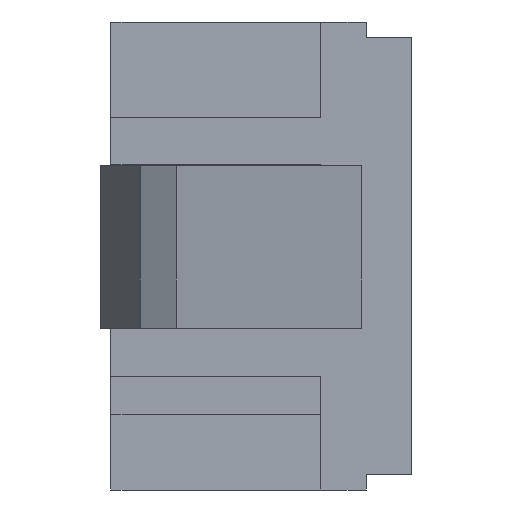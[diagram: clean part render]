
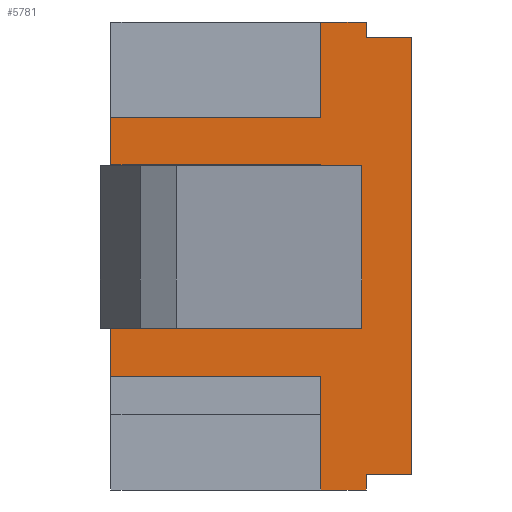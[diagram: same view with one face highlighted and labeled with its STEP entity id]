
A CAD part, left-side view. The second image highlights one B-rep face of the part: STEP entity #5781.
In plain terms, the highlighted free-form (B-spline) face has degree [1, 1] with [2, 2] control points.
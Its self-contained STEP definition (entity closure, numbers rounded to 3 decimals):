
#4261=CARTESIAN_POINT('V161',(-47.5,3.0,
   4.55));
#4262=VERTEX_POINT('V161',#4261);
#4263=CARTESIAN_POINT('V158',(-47.5,9.9,
   4.55));
#4264=VERTEX_POINT('V158',#4263);
#4265=CARTESIAN_POINT('E237',(-47.5,3.0,
   4.55));
#4266=CARTESIAN_POINT('E237',(-47.5,9.9,
   4.55));
#4267=B_SPLINE_CURVE_WITH_KNOTS('E237',1,(#4265,#4266),
   .POLYLINE_FORM.,.F.,.U.,(2,2),(0.0,1.725),
   .UNSPECIFIED.);
#4268=EDGE_CURVE('E237',#4262,#4264,#4267,.T.);
#4493=CARTESIAN_POINT('V197',(-47.5,9.9,
   3.0));
#4494=VERTEX_POINT('V197',#4493);
#4500=CARTESIAN_POINT('E278',(-47.5,9.9,
   3.0));
#4501=CARTESIAN_POINT('E278',(-47.5,9.9,
   4.55));
#4502=B_SPLINE_CURVE_WITH_KNOTS('E278',1,(#4500,#4501),
   .POLYLINE_FORM.,.F.,.U.,(2,2),(0.695,
   0.795),.UNSPECIFIED.);
#4503=EDGE_CURVE('E278',#4494,#4264,#4502,.T.);
#4578=CARTESIAN_POINT('V198',(-47.5,3.0,3.0));
#4579=VERTEX_POINT('V198',#4578);
#4585=CARTESIAN_POINT('E279',(-47.5,9.9,
   3.0));
#4586=CARTESIAN_POINT('E279',(-47.5,3.0,3.0));
#4587=B_SPLINE_CURVE_WITH_KNOTS('E279',1,(#4585,#4586),
   .POLYLINE_FORM.,.F.,.U.,(2,2),(0.0,0.726),
   .UNSPECIFIED.);
#4588=EDGE_CURVE('E279',#4494,#4579,#4587,.T.);
#4722=CARTESIAN_POINT('V199',(-47.5,3.0,
   -2.4));
#4723=VERTEX_POINT('V199',#4722);
#4729=CARTESIAN_POINT('E280',(-47.5,3.0,3.0));
#4730=CARTESIAN_POINT('E280',(-47.5,3.0,
   -2.4));
#4731=QUASI_UNIFORM_CURVE('E280',1,(#4729,#4730),.POLYLINE_FORM.,.F.,
   .U.);
#4732=EDGE_CURVE('E280',#4579,#4723,#4731,.T.);
#5004=CARTESIAN_POINT('V155',(-47.5,3.0,
   -3.95));
#5005=VERTEX_POINT('V155',#5004);
#5011=CARTESIAN_POINT('V154',(-47.5,9.9,
   -3.95));
#5012=VERTEX_POINT('V154',#5011);
#5013=CARTESIAN_POINT('E230',(-47.5,9.9,
   -3.95));
#5014=CARTESIAN_POINT('E230',(-47.5,3.0,
   -3.95));
#5015=B_SPLINE_CURVE_WITH_KNOTS('E230',1,(#5013,#5014),
   .POLYLINE_FORM.,.F.,.U.,(2,2),(0.0,1.84),
   .UNSPECIFIED.);
#5016=EDGE_CURVE('E230',#5012,#5005,#5015,.T.);
#5118=CARTESIAN_POINT('V177',(-47.5,3.0,
   -7.7));
#5119=VERTEX_POINT('V177',#5118);
#5125=CARTESIAN_POINT('E283',(-47.5,3.0,
   -3.95));
#5126=CARTESIAN_POINT('E283',(-47.5,3.0,
   -7.7));
#5127=QUASI_UNIFORM_CURVE('E283',1,(#5125,#5126),.POLYLINE_FORM.,.F.,
   .U.);
#5128=EDGE_CURVE('E283',#5005,#5119,#5127,.T.);
#5417=CARTESIAN_POINT('V176',(-47.5,1.5,
   -7.7));
#5418=VERTEX_POINT('V176',#5417);
#5424=CARTESIAN_POINT('E252',(-47.5,3.0,
   -7.7));
#5425=CARTESIAN_POINT('E252',(-47.5,1.5,
   -7.7));
#5426=B_SPLINE_CURVE_WITH_KNOTS('E252',1,(#5424,#5425),
   .POLYLINE_FORM.,.F.,.U.,(2,2),(0.697,
   0.848),.UNSPECIFIED.);
#5427=EDGE_CURVE('E252',#5119,#5418,#5426,.T.);
#5452=CARTESIAN_POINT('V201',(-47.5,1.5,
   -7.2));
#5453=VERTEX_POINT('V201',#5452);
#5459=CARTESIAN_POINT('E284',(-47.5,1.5,
   -7.7));
#5460=CARTESIAN_POINT('E284',(-47.5,1.5,
   -7.2));
#5461=QUASI_UNIFORM_CURVE('E284',1,(#5459,#5460),.POLYLINE_FORM.,.F.,
   .U.);
#5462=EDGE_CURVE('E284',#5418,#5453,#5461,.T.);
#5480=CARTESIAN_POINT('V202',(-47.5,0.0,
   -7.2));
#5481=VERTEX_POINT('V202',#5480);
#5487=CARTESIAN_POINT('E285',(-47.5,1.5,
   -7.2));
#5488=CARTESIAN_POINT('E285',(-47.5,0.0,
   -7.2));
#5489=QUASI_UNIFORM_CURVE('E285',1,(#5487,#5488),.POLYLINE_FORM.,.F.,
   .U.);
#5490=EDGE_CURVE('E285',#5453,#5481,#5489,.T.);
#5503=CARTESIAN_POINT('V203',(-47.5,0.0,
   7.2));
#5504=VERTEX_POINT('V203',#5503);
#5510=CARTESIAN_POINT('E286',(-47.5,0.0,
   -7.2));
#5511=CARTESIAN_POINT('E286',(-47.5,0.0,
   7.2));
#5512=B_SPLINE_CURVE_WITH_KNOTS('E286',1,(#5510,#5511),
   .POLYLINE_FORM.,.F.,.U.,(2,2),(0.051,
   1.505),.UNSPECIFIED.);
#5513=EDGE_CURVE('E286',#5481,#5504,#5512,.T.);
#5602=CARTESIAN_POINT('V204',(-47.5,1.5,
   7.2));
#5603=VERTEX_POINT('V204',#5602);
#5609=CARTESIAN_POINT('E287',(-47.5,0.0,
   7.2));
#5610=CARTESIAN_POINT('E287',(-47.5,1.5,
   7.2));
#5611=QUASI_UNIFORM_CURVE('E287',1,(#5609,#5610),.POLYLINE_FORM.,.F.,
   .U.);
#5612=EDGE_CURVE('E287',#5504,#5603,#5611,.T.);
#5630=CARTESIAN_POINT('V187',(-47.5,1.5,
   7.7));
#5631=VERTEX_POINT('V187',#5630);
#5637=CARTESIAN_POINT('E288',(-47.5,1.5,
   7.2));
#5638=CARTESIAN_POINT('E288',(-47.5,1.5,
   7.7));
#5639=QUASI_UNIFORM_CURVE('E288',1,(#5637,#5638),.POLYLINE_FORM.,.F.,
   .U.);
#5640=EDGE_CURVE('E288',#5603,#5631,#5639,.T.);
#5715=CARTESIAN_POINT('V186',(-47.5,3.0,
   7.7));
#5716=VERTEX_POINT('V186',#5715);
#5722=CARTESIAN_POINT('E262',(-47.5,1.5,
   7.7));
#5723=CARTESIAN_POINT('E262',(-47.5,3.0,
   7.7));
#5724=B_SPLINE_CURVE_WITH_KNOTS('E262',1,(#5722,#5723),
   .POLYLINE_FORM.,.F.,.U.,(2,2),(0.152,
   0.303),.UNSPECIFIED.);
#5725=EDGE_CURVE('E262',#5631,#5716,#5724,.T.);
#5739=CARTESIAN_POINT('E277',(-47.5,3.0,
   7.7));
#5740=CARTESIAN_POINT('E277',(-47.5,3.0,
   4.55));
#5741=QUASI_UNIFORM_CURVE('E277',1,(#5739,#5740),.POLYLINE_FORM.,.F.,
   .U.);
#5742=EDGE_CURVE('E277',#5716,#4262,#5741,.T.);
#5748=CARTESIAN_POINT('F88',(-47.5,9.9,
   -7.7));
#5749=CARTESIAN_POINT('F88',(-47.5,0.0,
   -7.7));
#5750=CARTESIAN_POINT('F88',(-47.5,9.9,
   7.7));
#5751=CARTESIAN_POINT('F88',(-47.5,0.0,
   7.7));
#5752=B_SPLINE_SURFACE_WITH_KNOTS('F88',1,1,((#5748,#5750),(#5749,
   #5751)),.PLANE_SURF.,.F.,.F.,.U.,(2,2),(2,2),(0.0,1.0),(0.0,
   1.556),.UNSPECIFIED.);
#5753=ORIENTED_EDGE('E277',*,*,#5742,.T.);
#5754=ORIENTED_EDGE('E237',*,*,#4268,.T.);
#5755=ORIENTED_EDGE('E278',*,*,#4503,.F.);
#5756=ORIENTED_EDGE('E279',*,*,#4588,.T.);
#5757=ORIENTED_EDGE('E280',*,*,#4732,.T.);
#5758=CARTESIAN_POINT('V200',(-47.5,9.9,
   -2.4));
#5759=VERTEX_POINT('V200',#5758);
#5760=CARTESIAN_POINT('E281',(-47.5,3.0,
   -2.4));
#5761=CARTESIAN_POINT('E281',(-47.5,9.9,
   -2.4));
#5762=B_SPLINE_CURVE_WITH_KNOTS('E281',1,(#5760,#5761),
   .POLYLINE_FORM.,.F.,.U.,(2,2),(0.274,1.0),
   .UNSPECIFIED.);
#5763=EDGE_CURVE('E281',#4723,#5759,#5762,.T.);
#5764=ORIENTED_EDGE('E281',*,*,#5763,.T.);
#5765=CARTESIAN_POINT('E282',(-47.5,9.9,
   -3.95));
#5766=CARTESIAN_POINT('E282',(-47.5,9.9,
   -2.4));
#5767=B_SPLINE_CURVE_WITH_KNOTS('E282',1,(#5765,#5766),
   .POLYLINE_FORM.,.F.,.U.,(2,2),(0.244,
   0.344),.UNSPECIFIED.);
#5768=EDGE_CURVE('E282',#5012,#5759,#5767,.T.);
#5769=ORIENTED_EDGE('E282',*,*,#5768,.F.);
#5770=ORIENTED_EDGE('E230',*,*,#5016,.T.);
#5771=ORIENTED_EDGE('E283',*,*,#5128,.T.);
#5772=ORIENTED_EDGE('E252',*,*,#5427,.T.);
#5773=ORIENTED_EDGE('E284',*,*,#5462,.T.);
#5774=ORIENTED_EDGE('E285',*,*,#5490,.T.);
#5775=ORIENTED_EDGE('E286',*,*,#5513,.T.);
#5776=ORIENTED_EDGE('E287',*,*,#5612,.T.);
#5777=ORIENTED_EDGE('E288',*,*,#5640,.T.);
#5778=ORIENTED_EDGE('E262',*,*,#5725,.T.);
#5779=EDGE_LOOP('F88',(#5753,#5754,#5755,#5756,#5757,#5764,#5769,
   #5770,#5771,#5772,#5773,#5774,#5775,#5776,#5777,#5778));
#5780=FACE_OUTER_BOUND('F88',#5779,.T.);
#5781=ADVANCED_FACE('F88',(#5780),#5752,.T.);
